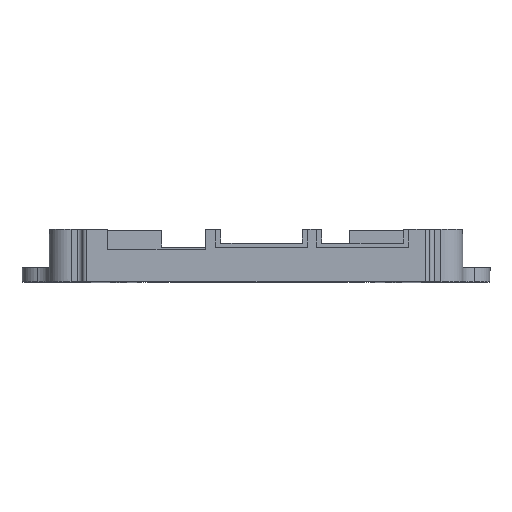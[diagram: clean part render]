
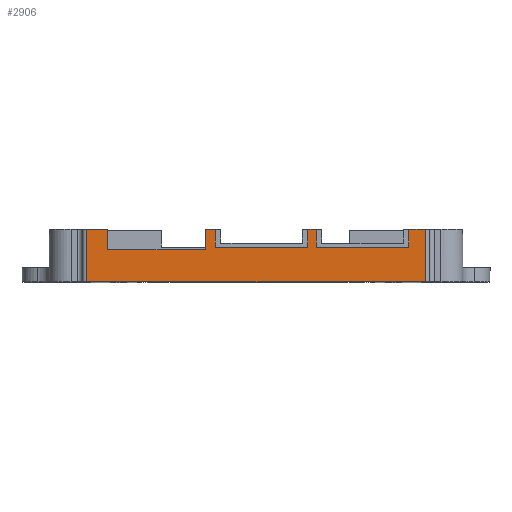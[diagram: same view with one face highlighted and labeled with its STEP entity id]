
A CAD part, top view. The second image highlights one B-rep face of the part: STEP entity #2906.
In plain terms, the highlighted planar face has unit normal (0, 0, 1).
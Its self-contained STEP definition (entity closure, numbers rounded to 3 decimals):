
#94=FACE_OUTER_BOUND('',#260,.T.);
#260=EDGE_LOOP('',(#1983,#1984,#1985,#1986,#1987,#1988,#1989,#1990,#1991,
#1992,#1993,#1994,#1995,#1996,#1997,#1998));
#557=LINE('',#4269,#883);
#569=LINE('',#4335,#895);
#570=LINE('',#4337,#896);
#571=LINE('',#4339,#897);
#572=LINE('',#4341,#898);
#573=LINE('',#4343,#899);
#574=LINE('',#4345,#900);
#575=LINE('',#4347,#901);
#576=LINE('',#4349,#902);
#577=LINE('',#4351,#903);
#578=LINE('',#4353,#904);
#579=LINE('',#4355,#905);
#580=LINE('',#4357,#906);
#581=LINE('',#4359,#907);
#582=LINE('',#4361,#908);
#583=LINE('',#4362,#909);
#883=VECTOR('',#3389,10.);
#895=VECTOR('',#3445,10.3);
#896=VECTOR('',#3446,2.95);
#897=VECTOR('',#3447,3.17);
#898=VECTOR('',#3448,16.5);
#899=VECTOR('',#3449,3.17);
#900=VECTOR('',#3450,1.5);
#901=VECTOR('',#3451,3.17);
#902=VECTOR('',#3452,16.5);
#903=VECTOR('',#3453,3.17);
#904=VECTOR('',#3454,1.8);
#905=VECTOR('',#3455,3.6);
#906=VECTOR('',#3456,17.4);
#907=VECTOR('',#3457,3.6);
#908=VECTOR('',#3458,3.75);
#909=VECTOR('',#3459,10.3);
#1222=VERTEX_POINT('',#4266);
#1223=VERTEX_POINT('',#4268);
#1255=VERTEX_POINT('',#4334);
#1256=VERTEX_POINT('',#4336);
#1257=VERTEX_POINT('',#4338);
#1258=VERTEX_POINT('',#4340);
#1259=VERTEX_POINT('',#4342);
#1260=VERTEX_POINT('',#4344);
#1261=VERTEX_POINT('',#4346);
#1262=VERTEX_POINT('',#4348);
#1263=VERTEX_POINT('',#4350);
#1264=VERTEX_POINT('',#4352);
#1265=VERTEX_POINT('',#4354);
#1266=VERTEX_POINT('',#4356);
#1267=VERTEX_POINT('',#4358);
#1268=VERTEX_POINT('',#4360);
#1512=EDGE_CURVE('',#1223,#1222,#557,.T.);
#1545=EDGE_CURVE('',#1255,#1222,#569,.T.);
#1546=EDGE_CURVE('',#1256,#1255,#570,.T.);
#1547=EDGE_CURVE('',#1256,#1257,#571,.T.);
#1548=EDGE_CURVE('',#1258,#1257,#572,.T.);
#1549=EDGE_CURVE('',#1259,#1258,#573,.T.);
#1550=EDGE_CURVE('',#1259,#1260,#574,.T.);
#1551=EDGE_CURVE('',#1260,#1261,#575,.T.);
#1552=EDGE_CURVE('',#1262,#1261,#576,.T.);
#1553=EDGE_CURVE('',#1263,#1262,#577,.T.);
#1554=EDGE_CURVE('',#1263,#1264,#578,.T.);
#1555=EDGE_CURVE('',#1265,#1264,#579,.T.);
#1556=EDGE_CURVE('',#1266,#1265,#580,.T.);
#1557=EDGE_CURVE('',#1267,#1266,#581,.T.);
#1558=EDGE_CURVE('',#1267,#1268,#582,.T.);
#1559=EDGE_CURVE('',#1223,#1268,#583,.T.);
#1983=ORIENTED_EDGE('',*,*,#1512,.T.);
#1984=ORIENTED_EDGE('',*,*,#1545,.F.);
#1985=ORIENTED_EDGE('',*,*,#1546,.F.);
#1986=ORIENTED_EDGE('',*,*,#1547,.T.);
#1987=ORIENTED_EDGE('',*,*,#1548,.F.);
#1988=ORIENTED_EDGE('',*,*,#1549,.F.);
#1989=ORIENTED_EDGE('',*,*,#1550,.T.);
#1990=ORIENTED_EDGE('',*,*,#1551,.T.);
#1991=ORIENTED_EDGE('',*,*,#1552,.F.);
#1992=ORIENTED_EDGE('',*,*,#1553,.F.);
#1993=ORIENTED_EDGE('',*,*,#1554,.T.);
#1994=ORIENTED_EDGE('',*,*,#1555,.F.);
#1995=ORIENTED_EDGE('',*,*,#1556,.F.);
#1996=ORIENTED_EDGE('',*,*,#1557,.F.);
#1997=ORIENTED_EDGE('',*,*,#1558,.T.);
#1998=ORIENTED_EDGE('',*,*,#1559,.F.);
#2802=PLANE('',#3112);
#2906=ADVANCED_FACE('',(#94),#2802,.F.);
#3112=AXIS2_PLACEMENT_3D('',#4333,#3443,#3444);
#3389=DIRECTION('',(1.,0.,0.));
#3443=DIRECTION('center_axis',(0.,0.,-1.));
#3444=DIRECTION('ref_axis',(-1.,0.,0.));
#3445=DIRECTION('',(0.,-1.,0.));
#3446=DIRECTION('',(1.,0.,0.));
#3447=DIRECTION('',(0.,-1.,0.));
#3448=DIRECTION('',(1.,0.,0.));
#3449=DIRECTION('',(0.,-1.,0.));
#3450=DIRECTION('',(-1.,0.,0.));
#3451=DIRECTION('',(0.,-1.,0.));
#3452=DIRECTION('',(1.,0.,0.));
#3453=DIRECTION('',(0.,-1.,0.));
#3454=DIRECTION('',(-1.,0.,0.));
#3455=DIRECTION('',(0.,1.,0.));
#3456=DIRECTION('',(1.,0.,0.));
#3457=DIRECTION('',(0.,-1.,0.));
#3458=DIRECTION('',(-1.,0.,0.));
#3459=DIRECTION('',(0.,1.,0.));
#4266=CARTESIAN_POINT('',(61.2,1.,-4.4));
#4268=CARTESIAN_POINT('',(0.8,1.,-4.4));
#4269=CARTESIAN_POINT('',(31.,1.,-4.4));
#4333=CARTESIAN_POINT('Origin',(62.,2.,-4.4));
#4334=CARTESIAN_POINT('',(61.2,10.3,-4.4));
#4335=CARTESIAN_POINT('',(61.2,10.3,-4.4));
#4336=CARTESIAN_POINT('',(58.25,10.3,-4.4));
#4337=CARTESIAN_POINT('',(58.25,10.3,-4.4));
#4338=CARTESIAN_POINT('',(58.25,7.13,-4.4));
#4339=CARTESIAN_POINT('',(58.25,10.3,-4.4));
#4340=CARTESIAN_POINT('',(41.75,7.13,-4.4));
#4341=CARTESIAN_POINT('',(41.75,7.13,-4.4));
#4342=CARTESIAN_POINT('',(41.75,10.3,-4.4));
#4343=CARTESIAN_POINT('',(41.75,10.3,-4.4));
#4344=CARTESIAN_POINT('',(40.25,10.3,-4.4));
#4345=CARTESIAN_POINT('',(41.75,10.3,-4.4));
#4346=CARTESIAN_POINT('',(40.25,7.13,-4.4));
#4347=CARTESIAN_POINT('',(40.25,10.3,-4.4));
#4348=CARTESIAN_POINT('',(23.75,7.13,-4.4));
#4349=CARTESIAN_POINT('',(23.75,7.13,-4.4));
#4350=CARTESIAN_POINT('',(23.75,10.3,-4.4));
#4351=CARTESIAN_POINT('',(23.75,10.3,-4.4));
#4352=CARTESIAN_POINT('',(21.95,10.3,-4.4));
#4353=CARTESIAN_POINT('',(23.75,10.3,-4.4));
#4354=CARTESIAN_POINT('',(21.95,6.7,-4.4));
#4355=CARTESIAN_POINT('',(21.95,6.7,-4.4));
#4356=CARTESIAN_POINT('',(4.55,6.7,-4.4));
#4357=CARTESIAN_POINT('',(4.55,6.7,-4.4));
#4358=CARTESIAN_POINT('',(4.55,10.3,-4.4));
#4359=CARTESIAN_POINT('',(4.55,10.3,-4.4));
#4360=CARTESIAN_POINT('',(0.8,10.3,-4.4));
#4361=CARTESIAN_POINT('',(4.55,10.3,-4.4));
#4362=CARTESIAN_POINT('',(0.8,0.,-4.4));
